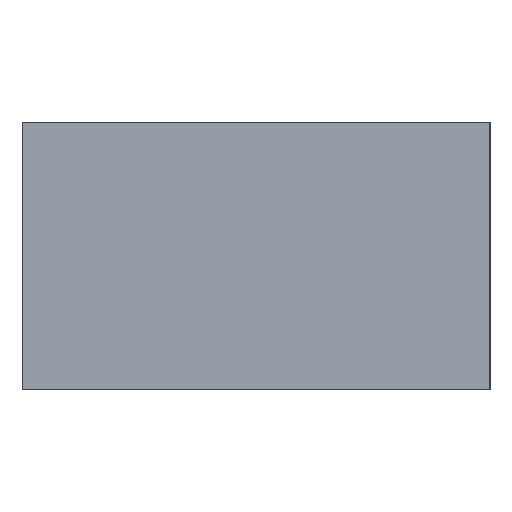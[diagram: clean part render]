
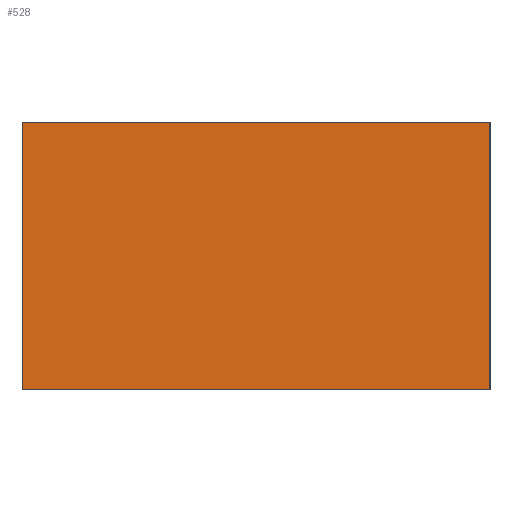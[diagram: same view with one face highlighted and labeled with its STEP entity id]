
A CAD part, left-side view. The second image highlights one B-rep face of the part: STEP entity #528.
In plain terms, the highlighted planar face has unit normal (-1, 0, 0).
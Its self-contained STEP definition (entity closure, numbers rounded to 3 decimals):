
#13 = DIRECTION ( 'NONE',  ( 0., 0., -1. ) ) ;
#16 = EDGE_CURVE ( 'NONE', #90, #167, #51, .T. ) ;
#51 = LINE ( 'NONE', #307, #107 ) ;
#66 = EDGE_CURVE ( 'NONE', #167, #141, #400, .T. ) ;
#84 = EDGE_CURVE ( 'NONE', #90, #467, #318, .T. ) ;
#88 = DIRECTION ( 'NONE',  ( 0., -1., 0. ) ) ;
#90 = VERTEX_POINT ( 'NONE', #520 ) ;
#95 = EDGE_CURVE ( 'NONE', #467, #141, #485, .T. ) ;
#107 = VECTOR ( 'NONE', #274, 1000. ) ;
#137 = CARTESIAN_POINT ( 'NONE',  ( 0., 0., 8. ) ) ;
#141 = VERTEX_POINT ( 'NONE', #280 ) ;
#149 = CARTESIAN_POINT ( 'NONE',  ( 0., 0., 8. ) ) ;
#158 = AXIS2_PLACEMENT_3D ( 'NONE', #149, #370, #190 ) ;
#164 = ORIENTED_EDGE ( 'NONE', *, *, #84, .F. ) ;
#167 = VERTEX_POINT ( 'NONE', #483 ) ;
#187 = EDGE_LOOP ( 'NONE', ( #508, #341, #164, #340 ) ) ;
#190 = DIRECTION ( 'NONE',  ( 0., 0., -1. ) ) ;
#226 = DIRECTION ( 'NONE',  ( 0., -1., 0. ) ) ;
#231 = CARTESIAN_POINT ( 'NONE',  ( 0., 0., 8. ) ) ;
#237 = PLANE ( 'NONE',  #158 ) ;
#249 = VECTOR ( 'NONE', #226, 1000. ) ;
#274 = DIRECTION ( 'NONE',  ( 0., 0., -1. ) ) ;
#277 = VECTOR ( 'NONE', #88, 1000. ) ;
#280 = CARTESIAN_POINT ( 'NONE',  ( 0., 0., 0. ) ) ;
#307 = CARTESIAN_POINT ( 'NONE',  ( 0., 14., 8. ) ) ;
#318 = LINE ( 'NONE', #137, #277 ) ;
#319 = FACE_OUTER_BOUND ( 'NONE', #187, .T. ) ;
#340 = ORIENTED_EDGE ( 'NONE', *, *, #16, .T. ) ;
#341 = ORIENTED_EDGE ( 'NONE', *, *, #95, .F. ) ;
#345 = VECTOR ( 'NONE', #13, 1000. ) ;
#370 = DIRECTION ( 'NONE',  ( 1., 0., 0. ) ) ;
#400 = LINE ( 'NONE', #441, #249 ) ;
#441 = CARTESIAN_POINT ( 'NONE',  ( 0., 0., 0. ) ) ;
#467 = VERTEX_POINT ( 'NONE', #511 ) ;
#483 = CARTESIAN_POINT ( 'NONE',  ( 0., 14., 0. ) ) ;
#485 = LINE ( 'NONE', #231, #345 ) ;
#508 = ORIENTED_EDGE ( 'NONE', *, *, #66, .T. ) ;
#511 = CARTESIAN_POINT ( 'NONE',  ( 0., 0., 8. ) ) ;
#520 = CARTESIAN_POINT ( 'NONE',  ( 0., 14., 8. ) ) ;
#528 = ADVANCED_FACE ( 'NONE', ( #319 ), #237, .F. ) ;
